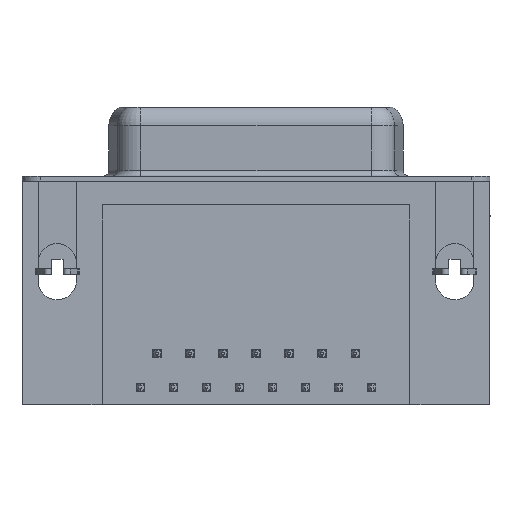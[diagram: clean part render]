
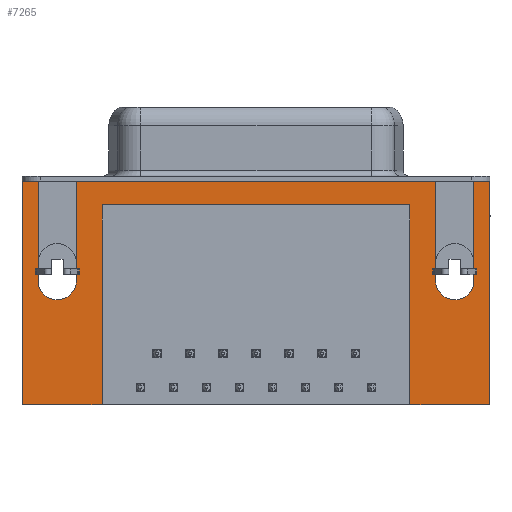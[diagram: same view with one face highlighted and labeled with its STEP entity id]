
A CAD part, front view. The second image highlights one B-rep face of the part: STEP entity #7265.
In plain terms, the highlighted planar face has unit normal (0, -1, 0).
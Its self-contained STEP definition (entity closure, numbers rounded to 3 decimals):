
#16 = CARTESIAN_POINT ( 'NONE',  ( 33.32, -6.275, -8.35 ) ) ;
#96 = CARTESIAN_POINT ( 'NONE',  ( -2.935, -6.275, -18.76 ) ) ;
#104 = PLANE ( 'NONE',  #14328 ) ;
#534 = VERTEX_POINT ( 'NONE', #4055 ) ;
#633 = CARTESIAN_POINT ( 'NONE',  ( 0., -6.275, -8.35 ) ) ;
#862 = DIRECTION ( 'NONE',  ( 0., 0., 1. ) ) ;
#1005 = DIRECTION ( 'NONE',  ( 0., 0., 1. ) ) ;
#1179 = EDGE_CURVE ( 'NONE', #14849, #2019, #11506, .T. ) ;
#1324 = VERTEX_POINT ( 'NONE', #2825 ) ;
#1371 = VERTEX_POINT ( 'NONE', #8797 ) ;
#1404 = DIRECTION ( 'NONE',  ( 0., 0., -1. ) ) ;
#1409 = CARTESIAN_POINT ( 'NONE',  ( 36.255, -6.275, -18.76 ) ) ;
#1423 = CARTESIAN_POINT ( 'NONE',  ( -1.6, -6.275, 0. ) ) ;
#1912 = DIRECTION ( 'NONE',  ( -1., 0., 0. ) ) ;
#2019 = VERTEX_POINT ( 'NONE', #21246 ) ;
#2434 = CARTESIAN_POINT ( 'NONE',  ( 34.92, -6.275, 0. ) ) ;
#2542 = DIRECTION ( 'NONE',  ( 1., 0., 0. ) ) ;
#2601 = EDGE_LOOP ( 'NONE', ( #19698, #23160, #14099, #5955, #21164, #13008, #10448, #14484, #17166, #14539, #21951, #4479, #22440, #23796, #9976, #5858 ) ) ;
#2603 = VERTEX_POINT ( 'NONE', #96 ) ;
#2771 = CARTESIAN_POINT ( 'NONE',  ( 36.255, -6.275, -2.5 ) ) ;
#2825 = CARTESIAN_POINT ( 'NONE',  ( 34.92, -6.275, 0. ) ) ;
#2930 = CARTESIAN_POINT ( 'NONE',  ( -2.935, -6.275, -2.5 ) ) ;
#3077 = CARTESIAN_POINT ( 'NONE',  ( 36.255, -6.275, -18.76 ) ) ;
#3201 = LINE ( 'NONE', #24083, #7706 ) ;
#3373 = VECTOR ( 'NONE', #1005, 1000. ) ;
#3464 = LINE ( 'NONE', #19371, #8601 ) ;
#3932 = DIRECTION ( 'NONE',  ( 0., -1., 0. ) ) ;
#4055 = CARTESIAN_POINT ( 'NONE',  ( -1.6, -6.275, -8.35 ) ) ;
#4359 = LINE ( 'NONE', #6168, #24870 ) ;
#4479 = ORIENTED_EDGE ( 'NONE', *, *, #24089, .F. ) ;
#4773 = VERTEX_POINT ( 'NONE', #1423 ) ;
#5347 = DIRECTION ( 'NONE',  ( 1., 0., 0. ) ) ;
#5541 = VECTOR ( 'NONE', #21111, 1000. ) ;
#5846 = VECTOR ( 'NONE', #16559, 1000. ) ;
#5858 = ORIENTED_EDGE ( 'NONE', *, *, #22217, .F. ) ;
#5955 = ORIENTED_EDGE ( 'NONE', *, *, #1179, .F. ) ;
#5959 = CARTESIAN_POINT ( 'NONE',  ( -2.935, -6.275, 0. ) ) ;
#6128 = LINE ( 'NONE', #9492, #5541 ) ;
#6168 = CARTESIAN_POINT ( 'NONE',  ( 3.765, -6.275, -2. ) ) ;
#6214 = LINE ( 'NONE', #2434, #10184 ) ;
#6514 = VECTOR ( 'NONE', #24127, 1000. ) ;
#6603 = VECTOR ( 'NONE', #862, 1000. ) ;
#7265 = ADVANCED_FACE ( 'NONE', ( #21095 ), #104, .T. ) ;
#7551 = CARTESIAN_POINT ( 'NONE',  ( 36.255, -6.275, 0. ) ) ;
#7557 = AXIS2_PLACEMENT_3D ( 'NONE', #16, #13502, #1912 ) ;
#7706 = VECTOR ( 'NONE', #20299, 1000. ) ;
#7925 = DIRECTION ( 'NONE',  ( 1., 0., 0. ) ) ;
#8601 = VECTOR ( 'NONE', #17443, 1000. ) ;
#8792 = DIRECTION ( 'NONE',  ( -1., 0., 0. ) ) ;
#8797 = CARTESIAN_POINT ( 'NONE',  ( 31.72, -6.275, -8.35 ) ) ;
#8824 = VERTEX_POINT ( 'NONE', #17731 ) ;
#8892 = CARTESIAN_POINT ( 'NONE',  ( 29.555, -6.275, -18.76 ) ) ;
#9492 = CARTESIAN_POINT ( 'NONE',  ( 29.555, -6.275, -2. ) ) ;
#9976 = ORIENTED_EDGE ( 'NONE', *, *, #19453, .T. ) ;
#10184 = VECTOR ( 'NONE', #23441, 1000. ) ;
#10265 = AXIS2_PLACEMENT_3D ( 'NONE', #633, #14131, #2542 ) ;
#10448 = ORIENTED_EDGE ( 'NONE', *, *, #22807, .F. ) ;
#10649 = CARTESIAN_POINT ( 'NONE',  ( 1.6, -6.275, 0. ) ) ;
#10660 = CARTESIAN_POINT ( 'NONE',  ( 36.255, -6.275, -18.76 ) ) ;
#11050 = LINE ( 'NONE', #12661, #5846 ) ;
#11382 = CARTESIAN_POINT ( 'NONE',  ( 29.555, -6.275, -2. ) ) ;
#11506 = LINE ( 'NONE', #17751, #16056 ) ;
#11622 = CARTESIAN_POINT ( 'NONE',  ( 34.92, -6.275, -8.35 ) ) ;
#12661 = CARTESIAN_POINT ( 'NONE',  ( -2.935, -6.275, 0. ) ) ;
#13008 = ORIENTED_EDGE ( 'NONE', *, *, #18699, .F. ) ;
#13502 = DIRECTION ( 'NONE',  ( 0., -1., 0. ) ) ;
#13836 = VECTOR ( 'NONE', #1404, 1000. ) ;
#14099 = ORIENTED_EDGE ( 'NONE', *, *, #22020, .F. ) ;
#14131 = DIRECTION ( 'NONE',  ( 0., -1., 0. ) ) ;
#14328 = AXIS2_PLACEMENT_3D ( 'NONE', #15558, #3932, #17496 ) ;
#14484 = ORIENTED_EDGE ( 'NONE', *, *, #24277, .F. ) ;
#14539 = ORIENTED_EDGE ( 'NONE', *, *, #23276, .F. ) ;
#14684 = VECTOR ( 'NONE', #20344, 1000. ) ;
#14816 = CARTESIAN_POINT ( 'NONE',  ( -2.935, -6.275, 0. ) ) ;
#14849 = VERTEX_POINT ( 'NONE', #20234 ) ;
#15179 = VERTEX_POINT ( 'NONE', #8892 ) ;
#15558 = CARTESIAN_POINT ( 'NONE',  ( -2.935, -6.275, -2.5 ) ) ;
#16056 = VECTOR ( 'NONE', #5347, 1000. ) ;
#16148 = CARTESIAN_POINT ( 'NONE',  ( 3.765, -6.275, -18.76 ) ) ;
#16409 = VERTEX_POINT ( 'NONE', #7551 ) ;
#16559 = DIRECTION ( 'NONE',  ( 1., 0., 0. ) ) ;
#16769 = CARTESIAN_POINT ( 'NONE',  ( 31.72, -6.275, 0. ) ) ;
#16946 = LINE ( 'NONE', #2771, #6603 ) ;
#17166 = ORIENTED_EDGE ( 'NONE', *, *, #17683, .F. ) ;
#17443 = DIRECTION ( 'NONE',  ( 0., 0., -1. ) ) ;
#17496 = DIRECTION ( 'NONE',  ( 0., 0., -1. ) ) ;
#17627 = VERTEX_POINT ( 'NONE', #16148 ) ;
#17683 = EDGE_CURVE ( 'NONE', #2603, #18466, #18245, .T. ) ;
#17731 = CARTESIAN_POINT ( 'NONE',  ( 3.765, -6.275, -2. ) ) ;
#17751 = CARTESIAN_POINT ( 'NONE',  ( -2.935, -6.275, 0. ) ) ;
#18245 = LINE ( 'NONE', #2930, #3373 ) ;
#18394 = CIRCLE ( 'NONE', #7557, 1.6 ) ;
#18466 = VERTEX_POINT ( 'NONE', #14816 ) ;
#18699 = EDGE_CURVE ( 'NONE', #534, #24144, #20017, .T. ) ;
#18985 = LINE ( 'NONE', #16769, #13836 ) ;
#19371 = CARTESIAN_POINT ( 'NONE',  ( 3.765, -6.275, -2. ) ) ;
#19453 = EDGE_CURVE ( 'NONE', #20250, #16409, #16946, .T. ) ;
#19698 = ORIENTED_EDGE ( 'NONE', *, *, #21092, .F. ) ;
#19775 = DIRECTION ( 'NONE',  ( -1., 0., 0. ) ) ;
#20017 = CIRCLE ( 'NONE', #10265, 1.6 ) ;
#20234 = CARTESIAN_POINT ( 'NONE',  ( 1.6, -6.275, 0. ) ) ;
#20250 = VERTEX_POINT ( 'NONE', #1409 ) ;
#20299 = DIRECTION ( 'NONE',  ( 0., 0., -1. ) ) ;
#20340 = VERTEX_POINT ( 'NONE', #11382 ) ;
#20344 = DIRECTION ( 'NONE',  ( -1., 0., 0. ) ) ;
#21092 = EDGE_CURVE ( 'NONE', #23043, #1324, #6214, .T. ) ;
#21095 = FACE_OUTER_BOUND ( 'NONE', #2601, .T. ) ;
#21111 = DIRECTION ( 'NONE',  ( 0., 0., 1. ) ) ;
#21164 = ORIENTED_EDGE ( 'NONE', *, *, #22350, .F. ) ;
#21246 = CARTESIAN_POINT ( 'NONE',  ( 31.72, -6.275, 0. ) ) ;
#21374 = LINE ( 'NONE', #10649, #6514 ) ;
#21542 = EDGE_CURVE ( 'NONE', #1371, #23043, #18394, .T. ) ;
#21951 = ORIENTED_EDGE ( 'NONE', *, *, #23609, .F. ) ;
#22020 = EDGE_CURVE ( 'NONE', #2019, #1371, #18985, .T. ) ;
#22217 = EDGE_CURVE ( 'NONE', #1324, #16409, #24915, .T. ) ;
#22350 = EDGE_CURVE ( 'NONE', #24144, #14849, #21374, .T. ) ;
#22440 = ORIENTED_EDGE ( 'NONE', *, *, #24544, .F. ) ;
#22807 = EDGE_CURVE ( 'NONE', #4773, #534, #3201, .T. ) ;
#23043 = VERTEX_POINT ( 'NONE', #11622 ) ;
#23160 = ORIENTED_EDGE ( 'NONE', *, *, #21542, .F. ) ;
#23276 = EDGE_CURVE ( 'NONE', #17627, #2603, #24866, .T. ) ;
#23441 = DIRECTION ( 'NONE',  ( 0., 0., 1. ) ) ;
#23609 = EDGE_CURVE ( 'NONE', #8824, #17627, #3464, .T. ) ;
#23681 = CARTESIAN_POINT ( 'NONE',  ( 1.6, -6.275, -8.35 ) ) ;
#23796 = ORIENTED_EDGE ( 'NONE', *, *, #24863, .F. ) ;
#23967 = VECTOR ( 'NONE', #8792, 1000. ) ;
#24083 = CARTESIAN_POINT ( 'NONE',  ( -1.6, -6.275, 0. ) ) ;
#24089 = EDGE_CURVE ( 'NONE', #20340, #8824, #4359, .T. ) ;
#24127 = DIRECTION ( 'NONE',  ( 0., 0., 1. ) ) ;
#24144 = VERTEX_POINT ( 'NONE', #23681 ) ;
#24277 = EDGE_CURVE ( 'NONE', #18466, #4773, #11050, .T. ) ;
#24334 = VECTOR ( 'NONE', #7925, 1000. ) ;
#24544 = EDGE_CURVE ( 'NONE', #15179, #20340, #6128, .T. ) ;
#24546 = LINE ( 'NONE', #3077, #23967 ) ;
#24863 = EDGE_CURVE ( 'NONE', #20250, #15179, #24546, .T. ) ;
#24866 = LINE ( 'NONE', #10660, #14684 ) ;
#24870 = VECTOR ( 'NONE', #19775, 1000. ) ;
#24915 = LINE ( 'NONE', #5959, #24334 ) ;
